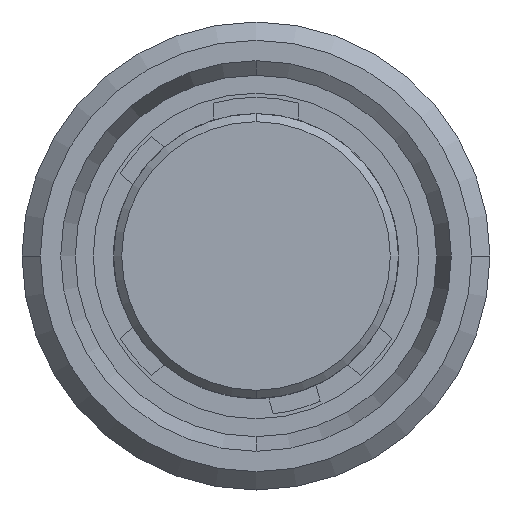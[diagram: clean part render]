
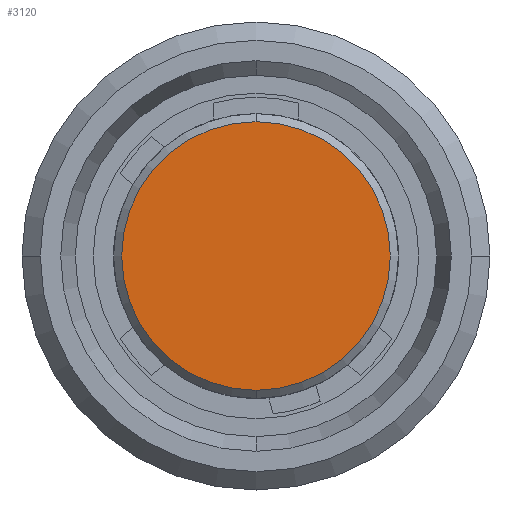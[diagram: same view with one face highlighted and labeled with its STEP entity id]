
A CAD part, front view. The second image highlights one B-rep face of the part: STEP entity #3120.
In plain terms, the highlighted planar face has unit normal (0, -1, 0).
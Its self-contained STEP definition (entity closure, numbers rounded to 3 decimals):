
#2880=CARTESIAN_POINT('',(-3.465,0.,-3.465));
#2890=DIRECTION('',(0.,-1.,0.));
#2900=DIRECTION('',(-1.,-0.,0.));
#2910=AXIS2_PLACEMENT_3D('',#2880,#2890,#2900);
#2920=PLANE('',#2910);
#2930=CARTESIAN_POINT('',(0.,0.,
0.));
#2940=DIRECTION('',(0.,1.,0.));
#2950=DIRECTION('',(0.,0.,-1.));
#2960=AXIS2_PLACEMENT_3D('',#2930,#2940,#2950);
#2970=CIRCLE('',#2960,3.3);
#2980=CARTESIAN_POINT('',(3.3,0.,0.));
#2990=VERTEX_POINT('',#2980);
#3000=CARTESIAN_POINT('',(0.,0.,
-3.3));
#3010=VERTEX_POINT('',#3000);
#3020=EDGE_CURVE('',#2990,#3010,#2970,.T.);
#3030=ORIENTED_EDGE('',*,*,#3020,.F.);
#3040=CARTESIAN_POINT('',(0.,0.,3.3
));
#3050=VERTEX_POINT('',#3040);
#3060=EDGE_CURVE('',#3010,#3050,#2970,.T.);
#3070=ORIENTED_EDGE('',*,*,#3060,.F.);
#3080=EDGE_CURVE('',#3050,#2990,#2970,.T.);
#3090=ORIENTED_EDGE('',*,*,#3080,.F.);
#3100=EDGE_LOOP('',(#3090,#3070,#3030));
#3110=FACE_OUTER_BOUND('',#3100,.T.);
#3120=ADVANCED_FACE('',(#3110),#2920,.T.);
